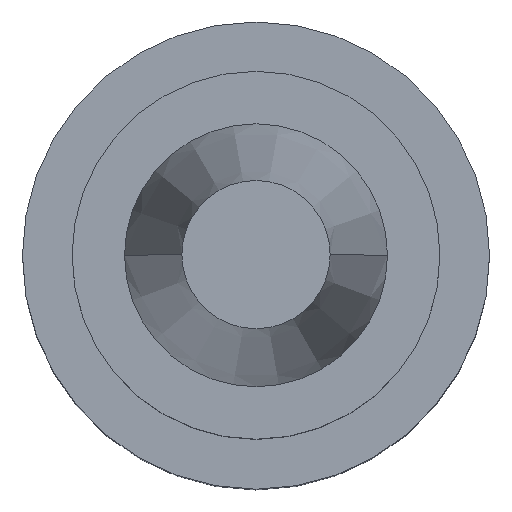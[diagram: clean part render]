
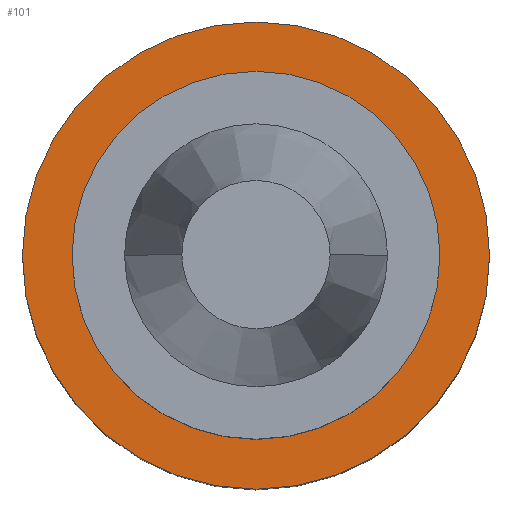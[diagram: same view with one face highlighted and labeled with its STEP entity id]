
A CAD part, top view. The second image highlights one B-rep face of the part: STEP entity #101.
In plain terms, the highlighted planar face has unit normal (0, 0, 1).
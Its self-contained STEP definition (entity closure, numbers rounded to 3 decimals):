
#60=FACE_BOUND('',#162,.T.);
#61=FACE_BOUND('',#163,.T.);
#79=PLANE('',#469);
#101=ADVANCED_FACE('',(#60,#61),#79,.T.);
#162=EDGE_LOOP('',(#267,#268));
#163=EDGE_LOOP('',(#269,#270));
#176=CIRCLE('',#427,31.3);
#182=CIRCLE('',#435,40.);
#199=CIRCLE('',#467,31.3);
#200=CIRCLE('',#468,40.);
#267=ORIENTED_EDGE('',*,*,#332,.T.);
#268=ORIENTED_EDGE('',*,*,#363,.T.);
#269=ORIENTED_EDGE('',*,*,#339,.F.);
#270=ORIENTED_EDGE('',*,*,#364,.F.);
#299=VERTEX_POINT('',#639);
#300=VERTEX_POINT('',#641);
#305=VERTEX_POINT('',#654);
#306=VERTEX_POINT('',#656);
#332=EDGE_CURVE('',#300,#299,#176,.T.);
#339=EDGE_CURVE('',#305,#306,#182,.T.);
#363=EDGE_CURVE('',#299,#300,#199,.T.);
#364=EDGE_CURVE('',#306,#305,#200,.T.);
#427=AXIS2_PLACEMENT_3D('',#640,#506,#507);
#435=AXIS2_PLACEMENT_3D('',#655,#523,#524);
#467=AXIS2_PLACEMENT_3D('',#710,#594,#595);
#468=AXIS2_PLACEMENT_3D('',#711,#596,#597);
#469=AXIS2_PLACEMENT_3D('',#712,#598,#599);
#506=DIRECTION('',(0.,0.,-1.));
#507=DIRECTION('',(-1.,0.,0.));
#523=DIRECTION('',(0.,0.,-1.));
#524=DIRECTION('',(1.,0.,0.));
#594=DIRECTION('',(0.,0.,-1.));
#595=DIRECTION('',(-1.,0.,0.));
#596=DIRECTION('',(0.,0.,-1.));
#597=DIRECTION('',(1.,0.,0.));
#598=DIRECTION('',(0.,0.,1.));
#599=DIRECTION('',(1.,0.,0.));
#639=CARTESIAN_POINT('',(31.3,0.601,-34.));
#640=CARTESIAN_POINT('',(0.,0.601,-34.));
#641=CARTESIAN_POINT('',(-31.3,0.601,-34.));
#654=CARTESIAN_POINT('',(40.,0.601,-34.));
#655=CARTESIAN_POINT('',(0.,0.601,-34.));
#656=CARTESIAN_POINT('',(-40.,0.601,-34.));
#710=CARTESIAN_POINT('',(0.,0.601,-34.));
#711=CARTESIAN_POINT('',(0.,0.601,-34.));
#712=CARTESIAN_POINT('',(0.,-38.899,-34.));
